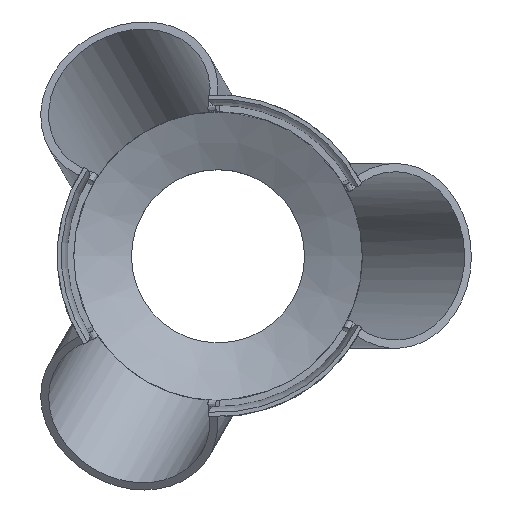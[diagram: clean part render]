
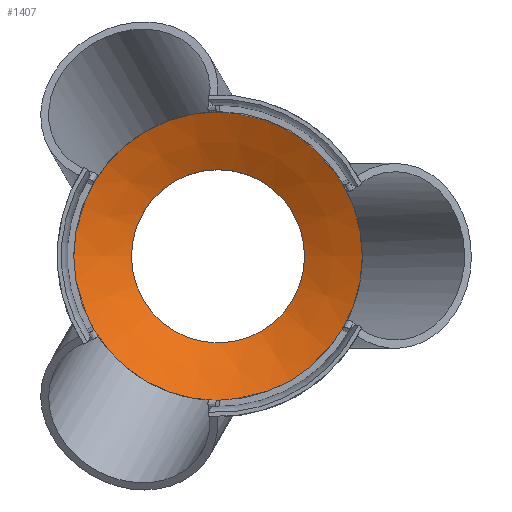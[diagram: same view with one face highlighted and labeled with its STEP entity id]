
A CAD part, top view. The second image highlights one B-rep face of the part: STEP entity #1407.
In plain terms, the highlighted conical face has half-angle 63.495 degrees and reference radius 70 mm.
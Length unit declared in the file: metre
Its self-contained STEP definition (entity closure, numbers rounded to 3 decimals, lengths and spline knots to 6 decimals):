
#22=CONICAL_SURFACE('',#1532,0.07,1.108);
#192=CIRCLE('',#1533,0.042);
#193=CIRCLE('',#1534,0.07);
#332=ORIENTED_EDGE('',*,*,#766,.F.);
#333=ORIENTED_EDGE('',*,*,#767,.T.);
#766=EDGE_CURVE('',#980,#980,#192,.T.);
#767=EDGE_CURVE('',#981,#981,#193,.T.);
#980=VERTEX_POINT('',#2331);
#981=VERTEX_POINT('',#2333);
#1187=EDGE_LOOP('',(#332));
#1188=EDGE_LOOP('',(#333));
#1279=FACE_BOUND('',#1187,.T.);
#1280=FACE_BOUND('',#1188,.T.);
#1407=ADVANCED_FACE('',(#1279,#1280),#22,.F.);
#1532=AXIS2_PLACEMENT_3D('',#2329,#1798,#1799);
#1533=AXIS2_PLACEMENT_3D('',#2330,#1800,#1801);
#1534=AXIS2_PLACEMENT_3D('',#2332,#1802,#1803);
#1798=DIRECTION('',(0.,0.,1.));
#1799=DIRECTION('',(1.,0.,0.));
#1800=DIRECTION('',(0.,0.,1.));
#1801=DIRECTION('',(1.,0.,0.));
#1802=DIRECTION('',(0.,0.,1.));
#1803=DIRECTION('',(1.,0.,0.));
#2329=CARTESIAN_POINT('',(0.,0.,0.034324));
#2330=CARTESIAN_POINT('',(0.,0.,0.020361));
#2331=CARTESIAN_POINT('',(0.042,0.,0.020361));
#2332=CARTESIAN_POINT('',(0.,0.,0.034324));
#2333=CARTESIAN_POINT('',(0.07,0.,0.034324));
